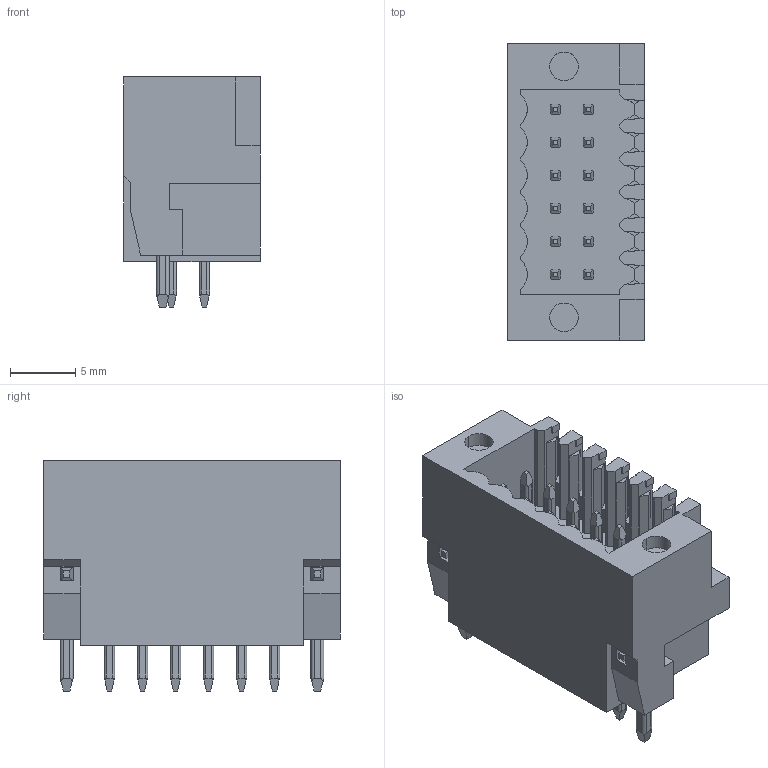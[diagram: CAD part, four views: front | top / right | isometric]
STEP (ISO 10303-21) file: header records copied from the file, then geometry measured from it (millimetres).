
FILE_DESCRIPTION((''),'2;1');
FILE_NAME('TLPHDW-020V','2024-10-17T08:30:45',('tluser'),(''),'CREO PARAMETRIC BY PTC INC, 2018100','CREO PARAMETRIC BY PTC INC, 2018100','');
FILE_SCHEMA(('CONFIG_CONTROL_DESIGN'));
Length unit declared in the file: millimetre
Products named in the file (1): TLPHDW-020V
Bounding box: 10.5 x 22.8 x 17.7 mm (x, y, z)
Volume: 2239.6 mm3; surface area: 2171 mm2
Topology: 1 solids, 1 shells, 542 faces, 1516 edges, 996 vertices
Faces by surface type: plane 422, cylinder 116, torus 4
Entity records: 17763 total; most frequent: CARTESIAN_POINT 4071, ORIENTED_EDGE 3032, DIRECTION 2516, EDGE_CURVE 1516, VECTOR 1176, LINE 1176, VERTEX_POINT 996, AXIS2_PLACEMENT_3D 670
